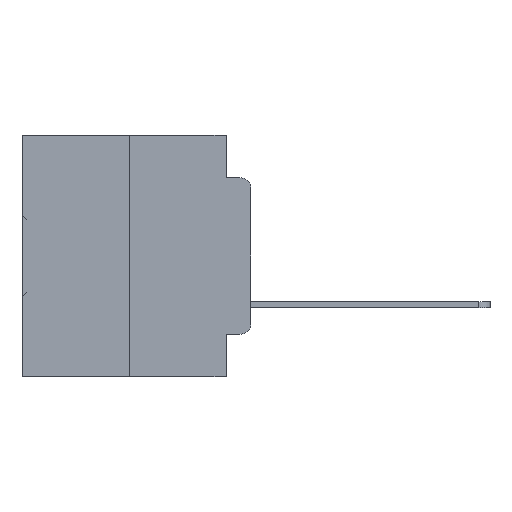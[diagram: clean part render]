
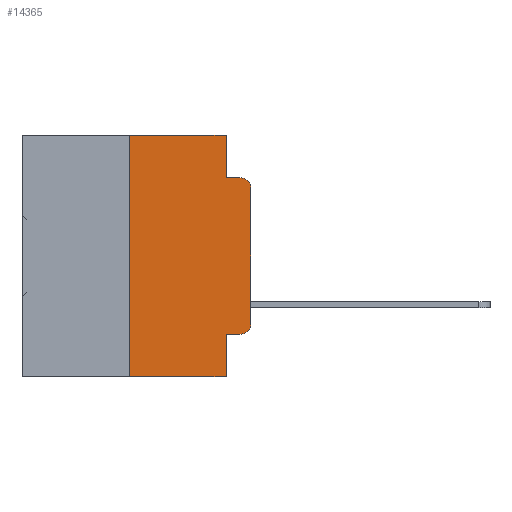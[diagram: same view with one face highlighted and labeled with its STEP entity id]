
A CAD part, left-side view. The second image highlights one B-rep face of the part: STEP entity #14365.
In plain terms, the highlighted planar face has unit normal (-1, 0, 0).
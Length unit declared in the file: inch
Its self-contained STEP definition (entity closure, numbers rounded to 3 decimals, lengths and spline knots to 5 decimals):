
#1030 = CARTESIAN_POINT ( 'NONE',  ( 0., 0.051, 0. ) ) ;
#1127 = CARTESIAN_POINT ( 'NONE',  ( 0., 0.051, -0.0885 ) ) ;
#1258 = VERTEX_POINT ( 'NONE', #9859 ) ;
#1738 = CARTESIAN_POINT ( 'NONE',  ( 0., 0.473, -0.5 ) ) ;
#2230 = CARTESIAN_POINT ( 'NONE',  ( 0., 0.25, 0. ) ) ;
#2500 = LINE ( 'NONE', #5087, #17711 ) ;
#2559 = DIRECTION ( 'NONE',  ( 0., -1., 0. ) ) ;
#2905 = LINE ( 'NONE', #8670, #25580 ) ;
#3463 = VECTOR ( 'NONE', #14104, 39.37008 ) ;
#3585 = EDGE_CURVE ( 'NONE', #35921, #33112, #2500, .T. ) ;
#3881 = EDGE_CURVE ( 'NONE', #33112, #7868, #8319, .T. ) ;
#4142 = DIRECTION ( 'NONE',  ( 0., 0., -1. ) ) ;
#4240 = CARTESIAN_POINT ( 'NONE',  ( 0., 0.25, 0. ) ) ;
#4241 = EDGE_CURVE ( 'NONE', #32095, #7868, #24435, .T. ) ;
#4302 = DIRECTION ( 'NONE',  ( 0., -1., 0. ) ) ;
#4935 = CARTESIAN_POINT ( 'NONE',  ( 0., 0.051, 0. ) ) ;
#5004 = AXIS2_PLACEMENT_3D ( 'NONE', #32525, #15780, #35160 ) ;
#5087 = CARTESIAN_POINT ( 'NONE',  ( 0., 0., 0. ) ) ;
#5270 = EDGE_CURVE ( 'NONE', #32333, #32095, #26911, .T. ) ;
#5560 = EDGE_CURVE ( 'NONE', #1258, #9611, #23008, .T. ) ;
#5564 = EDGE_CURVE ( 'NONE', #19588, #13097, #21207, .T. ) ;
#5747 = EDGE_CURVE ( 'NONE', #19588, #22809, #2905, .T. ) ;
#5871 = EDGE_CURVE ( 'NONE', #22809, #35921, #12478, .T. ) ;
#6731 = CARTESIAN_POINT ( 'NONE',  ( 0., 0.051, -0.4115 ) ) ;
#7868 = VERTEX_POINT ( 'NONE', #10613 ) ;
#8319 = CIRCLE ( 'NONE', #5004, 0.02 ) ;
#8670 = CARTESIAN_POINT ( 'NONE',  ( 0., 0.051, -0.4115 ) ) ;
#9611 = VERTEX_POINT ( 'NONE', #2230 ) ;
#9828 = ORIENTED_EDGE ( 'NONE', *, *, #3585, .T. ) ;
#9859 = CARTESIAN_POINT ( 'NONE',  ( 0., 0.25, -0.5 ) ) ;
#10495 = ORIENTED_EDGE ( 'NONE', *, *, #3881, .T. ) ;
#10613 = CARTESIAN_POINT ( 'NONE',  ( 0., 0.02, -0.0885 ) ) ;
#11346 = CARTESIAN_POINT ( 'NONE',  ( 0., 0.473, 0. ) ) ;
#11911 = ORIENTED_EDGE ( 'NONE', *, *, #4241, .F. ) ;
#12478 = CIRCLE ( 'NONE', #13215, 0.02 ) ;
#12735 = DIRECTION ( 'NONE',  ( -1., 0., 0. ) ) ;
#12834 = ORIENTED_EDGE ( 'NONE', *, *, #5270, .F. ) ;
#13097 = VERTEX_POINT ( 'NONE', #14171 ) ;
#13215 = AXIS2_PLACEMENT_3D ( 'NONE', #29771, #12735, #32487 ) ;
#13375 = CARTESIAN_POINT ( 'NONE',  ( 0., 0., -0.3915 ) ) ;
#13407 = DIRECTION ( 'NONE',  ( 0., 0., 1. ) ) ;
#13460 = VECTOR ( 'NONE', #22182, 39.37008 ) ;
#13481 = ORIENTED_EDGE ( 'NONE', *, *, #19288, .F. ) ;
#14104 = DIRECTION ( 'NONE',  ( 0., 0., -1. ) ) ;
#14171 = CARTESIAN_POINT ( 'NONE',  ( 0., 0.051, -0.5 ) ) ;
#14317 = ORIENTED_EDGE ( 'NONE', *, *, #5560, .F. ) ;
#14365 = ADVANCED_FACE ( 'NONE', ( #23578 ), #19132, .F. ) ;
#14399 = ORIENTED_EDGE ( 'NONE', *, *, #18119, .T. ) ;
#15780 = DIRECTION ( 'NONE',  ( -1., 0., 0. ) ) ;
#15862 = ORIENTED_EDGE ( 'NONE', *, *, #5564, .F. ) ;
#16283 = ORIENTED_EDGE ( 'NONE', *, *, #5747, .T. ) ;
#16762 = ORIENTED_EDGE ( 'NONE', *, *, #5871, .T. ) ;
#17076 = DIRECTION ( 'NONE',  ( 0., -1., 0. ) ) ;
#17560 = DIRECTION ( 'NONE',  ( 0., -1., 0. ) ) ;
#17711 = VECTOR ( 'NONE', #25634, 39.37008 ) ;
#17934 = CARTESIAN_POINT ( 'NONE',  ( 0., 0.02, -0.4115 ) ) ;
#18119 = EDGE_CURVE ( 'NONE', #1258, #13097, #32962, .T. ) ;
#18637 = VECTOR ( 'NONE', #4302, 39.37008 ) ;
#19132 = PLANE ( 'NONE',  #19845 ) ;
#19288 = EDGE_CURVE ( 'NONE', #9611, #32333, #19535, .T. ) ;
#19535 = LINE ( 'NONE', #11346, #18637 ) ;
#19588 = VERTEX_POINT ( 'NONE', #6731 ) ;
#19845 = AXIS2_PLACEMENT_3D ( 'NONE', #30188, #21978, #4142 ) ;
#21207 = LINE ( 'NONE', #1030, #13460 ) ;
#21978 = DIRECTION ( 'NONE',  ( 1., 0., 0. ) ) ;
#22182 = DIRECTION ( 'NONE',  ( 0., 0., -1. ) ) ;
#22809 = VERTEX_POINT ( 'NONE', #17934 ) ;
#23008 = LINE ( 'NONE', #4240, #35716 ) ;
#23132 = CARTESIAN_POINT ( 'NONE',  ( 0., 0.051, 0. ) ) ;
#23573 = VECTOR ( 'NONE', #17560, 39.37008 ) ;
#23578 = FACE_OUTER_BOUND ( 'NONE', #25156, .T. ) ;
#24435 = LINE ( 'NONE', #34122, #23573 ) ;
#25156 = EDGE_LOOP ( 'NONE', ( #9828, #10495, #11911, #12834, #13481, #14317, #14399, #15862, #16283, #16762 ) ) ;
#25580 = VECTOR ( 'NONE', #2559, 39.37008 ) ;
#25634 = DIRECTION ( 'NONE',  ( 0., 0., 1. ) ) ;
#25753 = CARTESIAN_POINT ( 'NONE',  ( 0., 0., -0.1085 ) ) ;
#26911 = LINE ( 'NONE', #4935, #3463 ) ;
#29771 = CARTESIAN_POINT ( 'NONE',  ( 0., 0.02, -0.3915 ) ) ;
#30188 = CARTESIAN_POINT ( 'NONE',  ( 0., 0.473, 0. ) ) ;
#32095 = VERTEX_POINT ( 'NONE', #1127 ) ;
#32104 = VECTOR ( 'NONE', #17076, 39.37008 ) ;
#32333 = VERTEX_POINT ( 'NONE', #23132 ) ;
#32487 = DIRECTION ( 'NONE',  ( 0., 0., -1. ) ) ;
#32525 = CARTESIAN_POINT ( 'NONE',  ( 0., 0.02, -0.1085 ) ) ;
#32962 = LINE ( 'NONE', #1738, #32104 ) ;
#33112 = VERTEX_POINT ( 'NONE', #25753 ) ;
#34122 = CARTESIAN_POINT ( 'NONE',  ( 0., 0.051, -0.0885 ) ) ;
#35160 = DIRECTION ( 'NONE',  ( 0., 0., -1. ) ) ;
#35716 = VECTOR ( 'NONE', #13407, 39.37008 ) ;
#35921 = VERTEX_POINT ( 'NONE', #13375 ) ;
